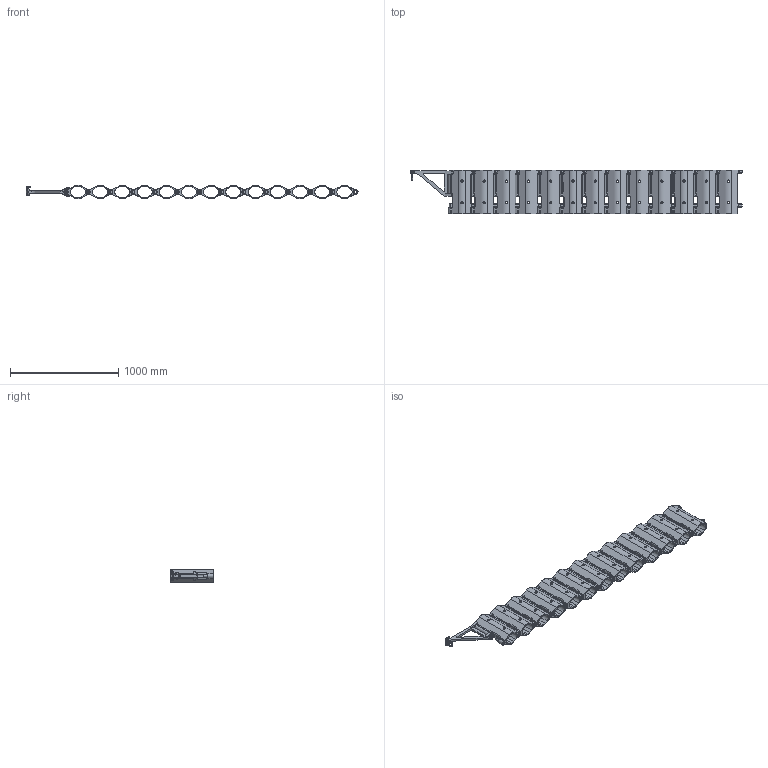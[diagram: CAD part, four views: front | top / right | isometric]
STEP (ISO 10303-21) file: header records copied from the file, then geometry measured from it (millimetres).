
FILE_DESCRIPTION (( 'STEP AP203' ), '1' );
FILE_NAME ('JF-150-3.STEP', '2017-06-06T12:20:02', ( 'bruger' ), ( '' ), 'SwSTEP 2.0', 'SolidWorks 2016', '' );
FILE_SCHEMA (( 'CONFIG_CONTROL_DESIGN' ));
Length unit declared in the file: millimetre
Products named in the file (15): 8247100 Body V2; 911410136_D‚faut; 8247100 Hinge; 150 V2; 8247100 Hinge V2; JF-150-3; Rubber Bumber; 911410250 short; 911410253_D‚faut; 911410200; 911410254_D‚faut; 911410250; 911410255_D‚faut; 911410257; 911410256_D‚faut
Assembly tree (76 placements, depth 4):
  JF-150-3
    911410200  x13
    911410250  x26
    911410257  x26
    150 V2
      8247100 Body V2
      8247100 Hinge
      8247100 Hinge V2
      Rubber Bumber
      911410250 short
      911410136_D‚faut
        911410253_D‚faut
        911410254_D‚faut
        911410255_D‚faut
        911410256_D‚faut
Bounding box: 3064.5 x 400 x 125.01 mm (x, y, z)
Volume: 32926140.5 mm3; surface area: 5751276.9 mm2
Topology: 74 solids, 74 shells, 3853 faces, 9494 edges, 5595 vertices
Faces by surface type: cylinder 1218, plane 880, cone 628, bspline 615, torus 512
Entity records: 54651 total; most frequent: CARTESIAN_POINT 30316, ORIENTED_EDGE 4976, DIRECTION 3556, EDGE_CURVE 2488, VERTEX_POINT 1589, AXIS2_PLACEMENT_3D 1251, LINE 1054, VECTOR 1054
